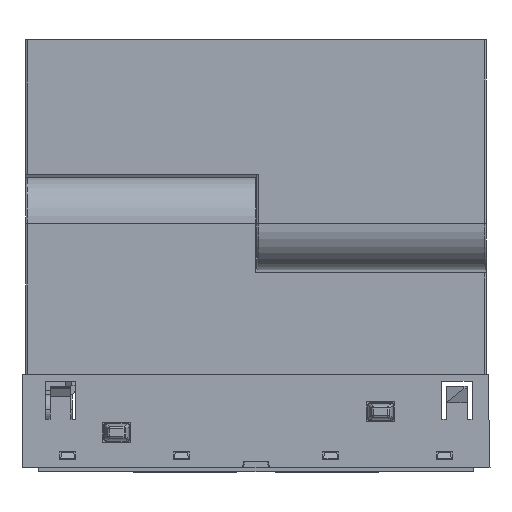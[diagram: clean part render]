
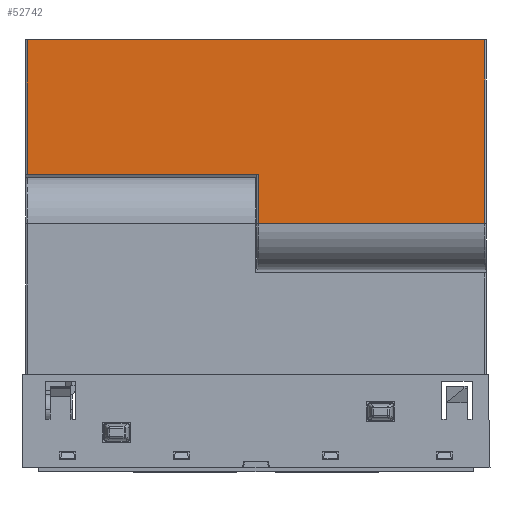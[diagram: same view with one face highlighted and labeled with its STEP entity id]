
A CAD part, left-side view. The second image highlights one B-rep face of the part: STEP entity #52742.
In plain terms, the highlighted face is planar.
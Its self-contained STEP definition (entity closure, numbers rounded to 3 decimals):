
#234 = EDGE_CURVE ( 'NONE', #15325, #4096, #27401, .T. ) ;
#2476 = CARTESIAN_POINT ( 'NONE',  ( -55.26, -11.1, 44.4 ) ) ;
#4096 = VERTEX_POINT ( 'NONE', #28196 ) ;
#4672 = CARTESIAN_POINT ( 'NONE',  ( 55.26, -11.1, 0. ) ) ;
#5992 = ORIENTED_EDGE ( 'NONE', *, *, #234, .T. ) ;
#10382 = EDGE_CURVE ( 'NONE', #68605, #15325, #81553, .T. ) ;
#10387 = DIRECTION ( 'NONE',  ( 1., 0., 0. ) ) ;
#11583 = AXIS2_PLACEMENT_3D ( 'NONE', #17118, #64453, #23917 ) ;
#15325 = VERTEX_POINT ( 'NONE', #4672 ) ;
#16114 = EDGE_CURVE ( 'NONE', #48388, #23238, #45000, .T. ) ;
#17118 = CARTESIAN_POINT ( 'NONE',  ( -55.56, -11.1, 32.7 ) ) ;
#22062 = CARTESIAN_POINT ( 'NONE',  ( -55.26, -11.1, 32.7 ) ) ;
#23238 = VERTEX_POINT ( 'NONE', #2476 ) ;
#23917 = DIRECTION ( 'NONE',  ( 0., 0., 1. ) ) ;
#27401 = LINE ( 'NONE', #84933, #43320 ) ;
#28196 = CARTESIAN_POINT ( 'NONE',  ( 55.26, -11.1, 32.5 ) ) ;
#29360 = VECTOR ( 'NONE', #76552, 1000. ) ;
#34058 = VECTOR ( 'NONE', #59589, 1000. ) ;
#35826 = CARTESIAN_POINT ( 'NONE',  ( -55.56, -11.1, 32.5 ) ) ;
#36739 = ORIENTED_EDGE ( 'NONE', *, *, #67930, .T. ) ;
#38102 = EDGE_CURVE ( 'NONE', #77694, #4096, #47438, .T. ) ;
#38105 = VECTOR ( 'NONE', #83264, 1000. ) ;
#40437 = FACE_OUTER_BOUND ( 'NONE', #44881, .T. ) ;
#42367 = LINE ( 'NONE', #22062, #38105 ) ;
#43320 = VECTOR ( 'NONE', #85820, 1000. ) ;
#44881 = EDGE_LOOP ( 'NONE', ( #63341, #69807, #73441, #36739, #71651, #5992 ) ) ;
#45000 = LINE ( 'NONE', #47292, #80895 ) ;
#45652 = VECTOR ( 'NONE', #10387, 1000. ) ;
#47292 = CARTESIAN_POINT ( 'NONE',  ( -0.2, -11.1, 44.4 ) ) ;
#47438 = LINE ( 'NONE', #35826, #29360 ) ;
#48388 = VERTEX_POINT ( 'NONE', #86669 ) ;
#52081 = LINE ( 'NONE', #72891, #34058 ) ;
#52128 = CARTESIAN_POINT ( 'NONE',  ( -55.26, -11.1, 0. ) ) ;
#52742 = ADVANCED_FACE ( 'NONE', ( #40437 ), #70933, .F. ) ;
#55252 = CARTESIAN_POINT ( 'NONE',  ( -0.5, -11.1, 32.5 ) ) ;
#59589 = DIRECTION ( 'NONE',  ( 0., 0., 1. ) ) ;
#63341 = ORIENTED_EDGE ( 'NONE', *, *, #38102, .F. ) ;
#64453 = DIRECTION ( 'NONE',  ( 0., 1., 0. ) ) ;
#67297 = DIRECTION ( 'NONE',  ( -1., 0., 0. ) ) ;
#67930 = EDGE_CURVE ( 'NONE', #23238, #68605, #42367, .T. ) ;
#68605 = VERTEX_POINT ( 'NONE', #52128 ) ;
#69807 = ORIENTED_EDGE ( 'NONE', *, *, #76098, .T. ) ;
#70933 = PLANE ( 'NONE',  #11583 ) ;
#71651 = ORIENTED_EDGE ( 'NONE', *, *, #10382, .T. ) ;
#72891 = CARTESIAN_POINT ( 'NONE',  ( -0.5, -11.1, 32.7 ) ) ;
#73441 = ORIENTED_EDGE ( 'NONE', *, *, #16114, .T. ) ;
#76098 = EDGE_CURVE ( 'NONE', #77694, #48388, #52081, .T. ) ;
#76552 = DIRECTION ( 'NONE',  ( 1., 0., 0. ) ) ;
#77694 = VERTEX_POINT ( 'NONE', #55252 ) ;
#77853 = CARTESIAN_POINT ( 'NONE',  ( -55.56, -11.1, 0. ) ) ;
#80895 = VECTOR ( 'NONE', #67297, 1000. ) ;
#81553 = LINE ( 'NONE', #77853, #45652 ) ;
#83264 = DIRECTION ( 'NONE',  ( 0., 0., -1. ) ) ;
#84933 = CARTESIAN_POINT ( 'NONE',  ( 55.26, -11.1, 32.7 ) ) ;
#85820 = DIRECTION ( 'NONE',  ( 0., 0., 1. ) ) ;
#86669 = CARTESIAN_POINT ( 'NONE',  ( -0.5, -11.1, 44.4 ) ) ;
